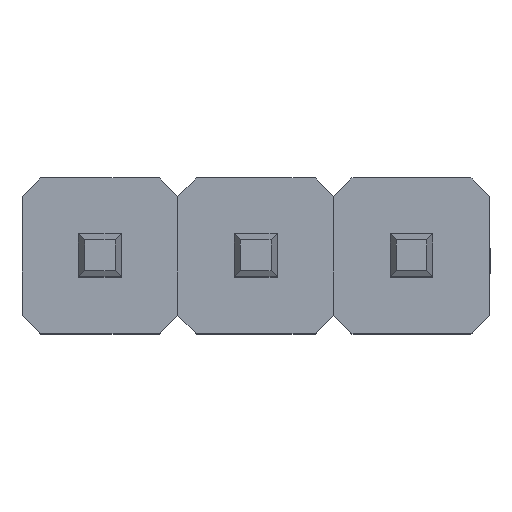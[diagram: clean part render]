
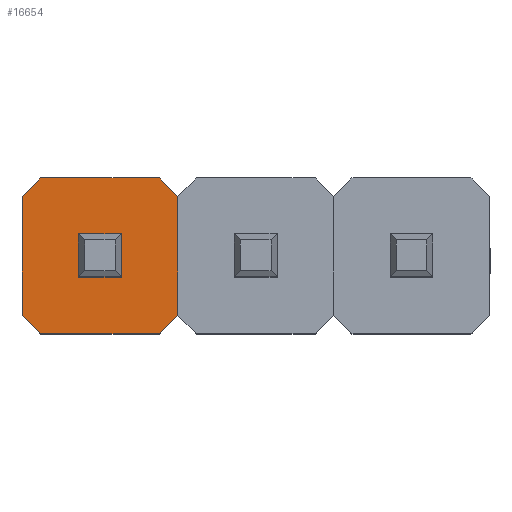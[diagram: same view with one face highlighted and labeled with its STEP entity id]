
A CAD part, top view. The second image highlights one B-rep face of the part: STEP entity #16654.
In plain terms, the highlighted planar face has unit normal (0, 0, 1).
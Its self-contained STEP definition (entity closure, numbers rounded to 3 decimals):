
#297 = DIRECTION ( 'NONE',  ( -1., 0., 0. ) ) ;
#308 = LINE ( 'NONE', #4263, #23452 ) ;
#701 = LINE ( 'NONE', #6966, #23106 ) ;
#792 = VECTOR ( 'NONE', #21748, 1000. ) ;
#966 = ORIENTED_EDGE ( 'NONE', *, *, #19597, .F. ) ;
#1854 = CARTESIAN_POINT ( 'NONE',  ( -5.08, 0., 2.5 ) ) ;
#2038 = DIRECTION ( 'NONE',  ( -0.707, -0.707, 0. ) ) ;
#2111 = CARTESIAN_POINT ( 'NONE',  ( -4.73, 0., 2.5 ) ) ;
#2482 = CARTESIAN_POINT ( 'NONE',  ( -5.43, 0.35, 2.5 ) ) ;
#2963 = DIRECTION ( 'NONE',  ( 0.707, 0.707, 0. ) ) ;
#3122 = LINE ( 'NONE', #22152, #15429 ) ;
#3340 = VERTEX_POINT ( 'NONE', #18975 ) ;
#3499 = LINE ( 'NONE', #15161, #5972 ) ;
#3764 = CARTESIAN_POINT ( 'NONE',  ( -4.73, -0.35, 2.5 ) ) ;
#3855 = CARTESIAN_POINT ( 'NONE',  ( -5.43, -0.35, 2.5 ) ) ;
#3898 = FACE_OUTER_BOUND ( 'NONE', #17629, .T. ) ;
#3925 = VERTEX_POINT ( 'NONE', #24496 ) ;
#3971 = VECTOR ( 'NONE', #17572, 1000. ) ;
#4105 = CARTESIAN_POINT ( 'NONE',  ( -6.35, -0.97, 2.5 ) ) ;
#4263 = CARTESIAN_POINT ( 'NONE',  ( -4.11, 1.27, 2.5 ) ) ;
#4523 = VERTEX_POINT ( 'NONE', #4826 ) ;
#4768 = AXIS2_PLACEMENT_3D ( 'NONE', #1854, #15455, #24888 ) ;
#4826 = CARTESIAN_POINT ( 'NONE',  ( -3.81, 0.97, 2.5 ) ) ;
#4914 = CARTESIAN_POINT ( 'NONE',  ( -6.35, 0.97, 2.5 ) ) ;
#4996 = LINE ( 'NONE', #24328, #24672 ) ;
#5594 = VERTEX_POINT ( 'NONE', #10151 ) ;
#5900 = ORIENTED_EDGE ( 'NONE', *, *, #7528, .F. ) ;
#5937 = FACE_BOUND ( 'NONE', #17689, .T. ) ;
#5972 = VECTOR ( 'NONE', #18580, 1000. ) ;
#5999 = VERTEX_POINT ( 'NONE', #24478 ) ;
#6295 = CARTESIAN_POINT ( 'NONE',  ( -5.08, -0.35, 2.5 ) ) ;
#6687 = LINE ( 'NONE', #10499, #18964 ) ;
#6966 = CARTESIAN_POINT ( 'NONE',  ( -5.43, 0., 2.5 ) ) ;
#7528 = EDGE_CURVE ( 'NONE', #23136, #10573, #6687, .T. ) ;
#7956 = ORIENTED_EDGE ( 'NONE', *, *, #19820, .T. ) ;
#8211 = CARTESIAN_POINT ( 'NONE',  ( -3.81, -0.97, 2.5 ) ) ;
#8225 = DIRECTION ( 'NONE',  ( -0.707, 0.707, 0. ) ) ;
#9265 = VECTOR ( 'NONE', #22972, 1000. ) ;
#9582 = ORIENTED_EDGE ( 'NONE', *, *, #11405, .F. ) ;
#9836 = CARTESIAN_POINT ( 'NONE',  ( -6.05, 1.27, 2.5 ) ) ;
#9967 = VECTOR ( 'NONE', #10683, 1000. ) ;
#10032 = CARTESIAN_POINT ( 'NONE',  ( -6.35, 0.97, 2.5 ) ) ;
#10151 = CARTESIAN_POINT ( 'NONE',  ( -6.05, -1.27, 2.5 ) ) ;
#10499 = CARTESIAN_POINT ( 'NONE',  ( -5.08, 0.35, 2.5 ) ) ;
#10573 = VERTEX_POINT ( 'NONE', #2482 ) ;
#10683 = DIRECTION ( 'NONE',  ( 0., -1., 0. ) ) ;
#10688 = VERTEX_POINT ( 'NONE', #8211 ) ;
#10727 = ORIENTED_EDGE ( 'NONE', *, *, #15620, .T. ) ;
#11405 = EDGE_CURVE ( 'NONE', #10573, #16269, #701, .T. ) ;
#11594 = LINE ( 'NONE', #9836, #22644 ) ;
#11749 = LINE ( 'NONE', #2111, #3971 ) ;
#12288 = LINE ( 'NONE', #24268, #9967 ) ;
#12418 = EDGE_CURVE ( 'NONE', #16391, #5594, #3122, .T. ) ;
#12956 = ORIENTED_EDGE ( 'NONE', *, *, #19584, .T. ) ;
#13396 = EDGE_CURVE ( 'NONE', #16269, #18118, #13886, .T. ) ;
#13568 = CARTESIAN_POINT ( 'NONE',  ( -4.73, 0.35, 2.5 ) ) ;
#13764 = ORIENTED_EDGE ( 'NONE', *, *, #12418, .T. ) ;
#13886 = LINE ( 'NONE', #6295, #792 ) ;
#14387 = ORIENTED_EDGE ( 'NONE', *, *, #18876, .T. ) ;
#14711 = DIRECTION ( 'NONE',  ( 0., -1., 0. ) ) ;
#14808 = DIRECTION ( 'NONE',  ( 0.707, -0.707, 0. ) ) ;
#15107 = LINE ( 'NONE', #15223, #9265 ) ;
#15161 = CARTESIAN_POINT ( 'NONE',  ( -6.05, -1.27, 2.5 ) ) ;
#15223 = CARTESIAN_POINT ( 'NONE',  ( -3.81, 0.97, 2.5 ) ) ;
#15429 = VECTOR ( 'NONE', #14808, 1000. ) ;
#15455 = DIRECTION ( 'NONE',  ( 0., 0., 1. ) ) ;
#15620 = EDGE_CURVE ( 'NONE', #17894, #16391, #12288, .T. ) ;
#15972 = LINE ( 'NONE', #10032, #24550 ) ;
#16085 = ORIENTED_EDGE ( 'NONE', *, *, #19524, .T. ) ;
#16269 = VERTEX_POINT ( 'NONE', #3855 ) ;
#16391 = VERTEX_POINT ( 'NONE', #4105 ) ;
#16654 = ADVANCED_FACE ( 'NONE', ( #5937, #3898 ), #19232, .T. ) ;
#17572 = DIRECTION ( 'NONE',  ( 0., 1., 0. ) ) ;
#17575 = EDGE_CURVE ( 'NONE', #3925, #17894, #15972, .T. ) ;
#17629 = EDGE_LOOP ( 'NONE', ( #13764, #14387, #21305, #12956, #16085, #7956, #21743, #10727 ) ) ;
#17689 = EDGE_LOOP ( 'NONE', ( #966, #23354, #9582, #5900 ) ) ;
#17894 = VERTEX_POINT ( 'NONE', #4914 ) ;
#18118 = VERTEX_POINT ( 'NONE', #3764 ) ;
#18580 = DIRECTION ( 'NONE',  ( 1., 0., 0. ) ) ;
#18876 = EDGE_CURVE ( 'NONE', #5594, #5999, #3499, .T. ) ;
#18964 = VECTOR ( 'NONE', #297, 1000. ) ;
#18975 = CARTESIAN_POINT ( 'NONE',  ( -4.11, 1.27, 2.5 ) ) ;
#19232 = PLANE ( 'NONE',  #4768 ) ;
#19524 = EDGE_CURVE ( 'NONE', #4523, #3340, #308, .T. ) ;
#19584 = EDGE_CURVE ( 'NONE', #10688, #4523, #15107, .T. ) ;
#19597 = EDGE_CURVE ( 'NONE', #18118, #23136, #11749, .T. ) ;
#19716 = DIRECTION ( 'NONE',  ( -1., 0., 0. ) ) ;
#19820 = EDGE_CURVE ( 'NONE', #3340, #3925, #11594, .T. ) ;
#21305 = ORIENTED_EDGE ( 'NONE', *, *, #22693, .T. ) ;
#21743 = ORIENTED_EDGE ( 'NONE', *, *, #17575, .T. ) ;
#21748 = DIRECTION ( 'NONE',  ( 1., 0., 0. ) ) ;
#22152 = CARTESIAN_POINT ( 'NONE',  ( -6.35, -0.97, 2.5 ) ) ;
#22644 = VECTOR ( 'NONE', #19716, 1000. ) ;
#22693 = EDGE_CURVE ( 'NONE', #5999, #10688, #4996, .T. ) ;
#22972 = DIRECTION ( 'NONE',  ( 0., 1., 0. ) ) ;
#23106 = VECTOR ( 'NONE', #14711, 1000. ) ;
#23136 = VERTEX_POINT ( 'NONE', #13568 ) ;
#23354 = ORIENTED_EDGE ( 'NONE', *, *, #13396, .F. ) ;
#23452 = VECTOR ( 'NONE', #8225, 1000. ) ;
#24268 = CARTESIAN_POINT ( 'NONE',  ( -6.35, 0.97, 2.5 ) ) ;
#24328 = CARTESIAN_POINT ( 'NONE',  ( -4.11, -1.27, 2.5 ) ) ;
#24478 = CARTESIAN_POINT ( 'NONE',  ( -4.11, -1.27, 2.5 ) ) ;
#24496 = CARTESIAN_POINT ( 'NONE',  ( -6.05, 1.27, 2.5 ) ) ;
#24550 = VECTOR ( 'NONE', #2038, 1000. ) ;
#24672 = VECTOR ( 'NONE', #2963, 1000. ) ;
#24888 = DIRECTION ( 'NONE',  ( 1., 0., 0. ) ) ;
